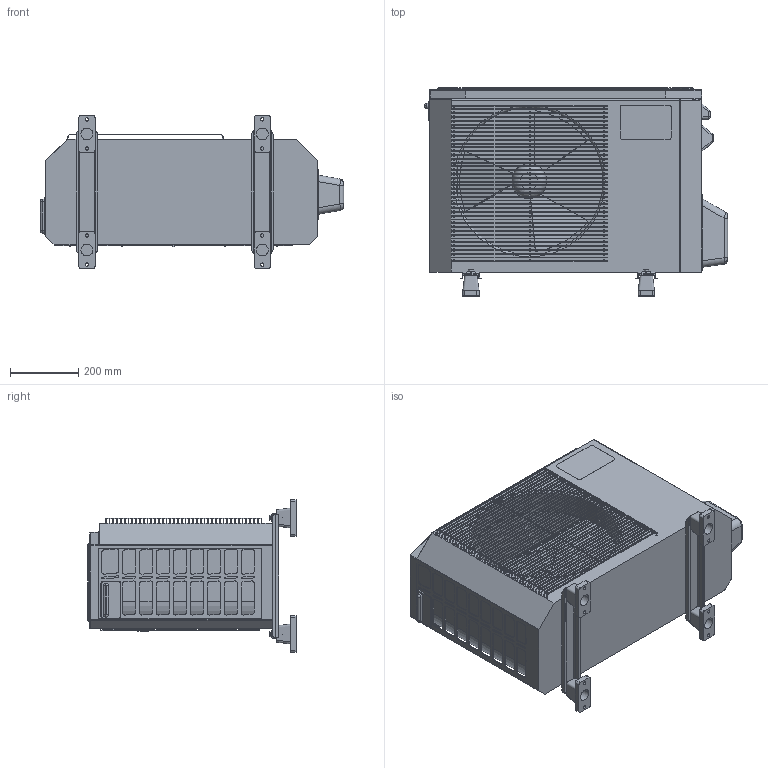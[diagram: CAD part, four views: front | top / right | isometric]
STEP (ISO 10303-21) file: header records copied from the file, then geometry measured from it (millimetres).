
FILE_DESCRIPTION (( 'STEP AP214' ), '1' );
FILE_NAME ('59.ODU.18 (VM) R01.STEP', '2022-08-02T20:07:40', ( '' ), ( '' ), 'SwSTEP 2.0', 'SolidWorks 2020', '' );
FILE_SCHEMA (( 'AUTOMOTIVE_DESIGN' ));
Length unit declared in the file: inch
Products named in the file (8): RUB-VIBABS-4PS Pioneer Vibration Foot_RUB-VIBABS-4PS; Spacer, .375 x .375in, Alu 92510A795_92510A795; 59.ODU.18 (VM) R01; Nut, M8 SS 91828A410_91828A410; Pioneer ODU Simple_Pioneer 12k ODU - YN012GMFI19RPD; RUB-VIBABS-4PS Pioneer Vibration Foot (part)_RUB-VIBABS-4PS; 59.ODU.LAB; Washer, .375 x .875in OD, SS 92141A031_92141A031
Assembly tree (10 placements, depth 3):
  59.ODU.18 (VM) R01
    Pioneer ODU Simple_Pioneer 12k ODU - YN012GMFI19RPD
    RUB-VIBABS-4PS Pioneer Vibration Foot_RUB-VIBABS-4PS  x4
      RUB-VIBABS-4PS Pioneer Vibration Foot (part)_RUB-VIBABS-4PS
      Nut, M8 SS 91828A410_91828A410
      Spacer, .375 x .375in, Alu 92510A795_92510A795
      Washer, .375 x .875in OD, SS 92141A031_92141A031
    59.ODU.LAB
Bounding box: 888.37 x 609.43 x 447 mm (x, y, z)
Volume: 58669861.6 mm3; surface area: 3360781.8 mm2
Topology: 18 solids, 18 shells, 2251 faces, 6491 edges, 4110 vertices
Faces by surface type: plane 1454, cylinder 598, cone 80, torus 52, bspline 51, sphere 16
Entity records: 76201 total; most frequent: CARTESIAN_POINT 15900, ORIENTED_EDGE 10966, DIRECTION 9675, EDGE_CURVE 5483, VECTOR 4497, LINE 4497, VERTEX_POINT 3456, AXIS2_PLACEMENT_3D 2589
